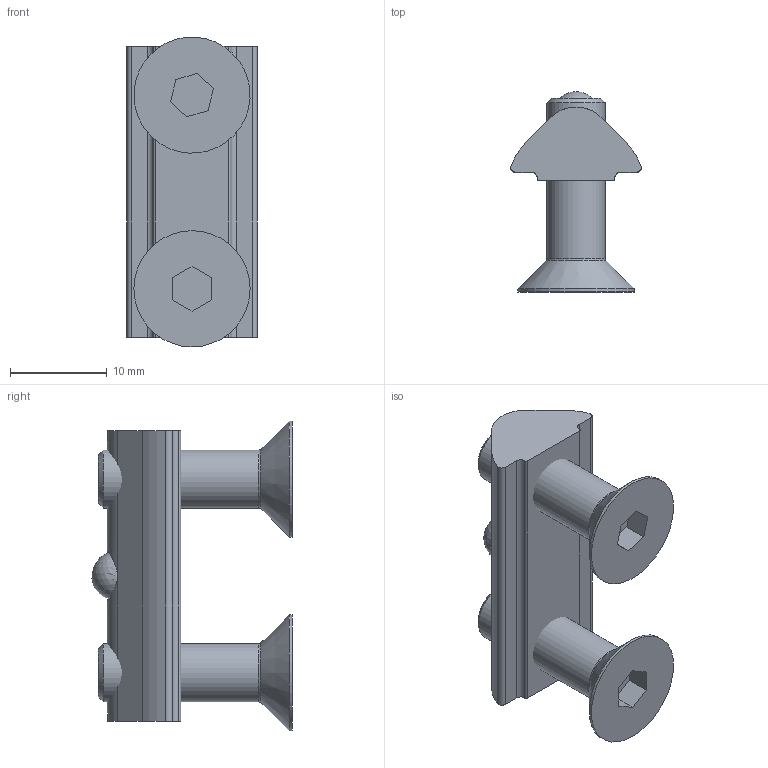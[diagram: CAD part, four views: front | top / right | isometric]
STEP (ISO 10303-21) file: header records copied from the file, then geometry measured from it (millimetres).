
FILE_DESCRIPTION(/* description */ ('GK Nutenstein einst. 2 x M6'),/* implementation_level */ '2;1');
FILE_NAME(/* name */ 'SZ0791V_A.stp',/* time_stamp */ '2015-11-20T11:10:17+01:00',/* author */ ('Marina Kaa'),/* organization */ (''),/* preprocessor_version */ 'ST-DEVELOPER v15.6',/* originating_system */ 'Autodesk Inventor 2015',/* authorisation */ '');
FILE_SCHEMA (('AUTOMOTIVE_DESIGN { 1 0 10303 214 3 1 1 }'));
Length unit declared in the file: millimetre
Products named in the file (6): ME1630119_A; MK5100000_A; MK2402100_A; SV2210V_A; DK7991060200_A; SZ0791V_A
Bounding box: 13.47 x 20.67 x 31.99 mm (x, y, z)
Volume: 3057.3 mm3; surface area: 2795.7 mm2
Topology: 5 solids, 5 shells, 56 faces, 127 edges, 82 vertices
Faces by surface type: plane 30, cylinder 17, cone 5, torus 2, bspline 1, sphere 1
Full cylindrical faces by diameter (mm): 4.5 x1, 4.917 x2, 5.1 x1, 6 x2, 12 x2
Entity records: 1943 total; most frequent: CARTESIAN_POINT 858, DIRECTION 220, ORIENTED_EDGE 170, AXIS2_PLACEMENT_3D 86, EDGE_CURVE 85, VERTEX_POINT 63, EDGE_LOOP 58, LINE 48
